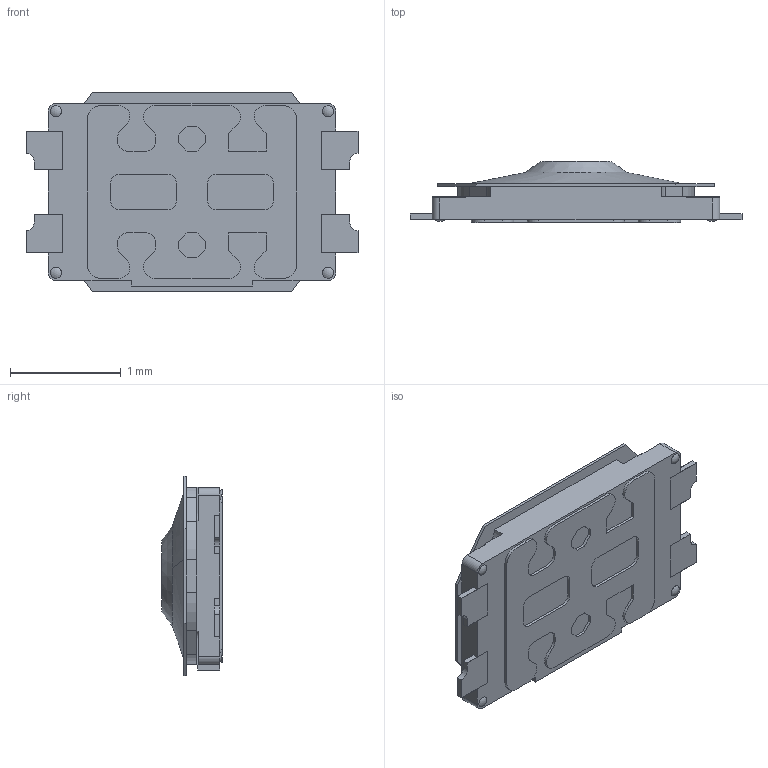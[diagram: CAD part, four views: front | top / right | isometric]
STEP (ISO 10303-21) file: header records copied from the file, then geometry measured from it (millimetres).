
FILE_DESCRIPTION(/* description */ (''),/* implementation_level */ '2;1');
FILE_NAME(/* name */ '1TS026A-1000-0550.step',/* time_stamp */ '2023-08-14T16:10:54-07:00',/* author */ (''),/* organization */ (''),/* preprocessor_version */ 'ST-DEVELOPER v19.2',/* originating_system */ 'Autodesk Translation Framework v12.6.0.85',/* authorisation */ '');
FILE_SCHEMA (('AUTOMOTIVE_DESIGN { 1 0 10303 214 3 1 1 }'));
Length unit declared in the file: millimetre
Products named in the file (1): EVPBB2A9B000
Bounding box: 3 x 0.55 x 1.8 mm (x, y, z)
Volume: 1.5 mm3; surface area: 15.3 mm2
Topology: 5 solids, 5 shells, 204 faces, 553 edges, 370 vertices
Faces by surface type: plane 145, cylinder 52, sphere 4, bspline 2, cone 1
Entity records: 6852 total; most frequent: CARTESIAN_POINT 1569, ORIENTED_EDGE 1106, DIRECTION 1063, EDGE_CURVE 553, LINE 439, VECTOR 439, VERTEX_POINT 370, AXIS2_PLACEMENT_3D 312
